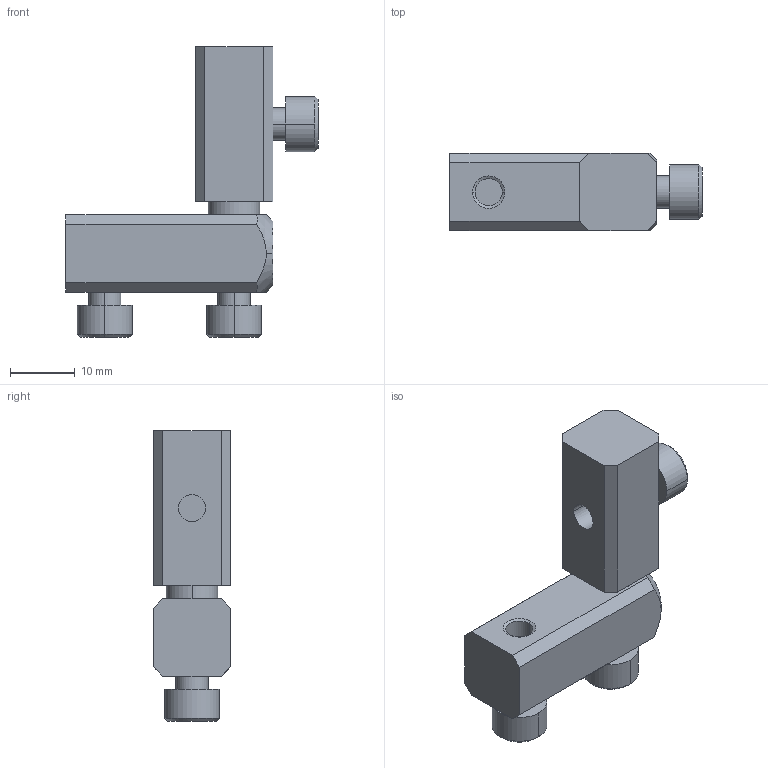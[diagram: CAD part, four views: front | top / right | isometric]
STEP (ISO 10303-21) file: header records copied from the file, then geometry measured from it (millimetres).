
FILE_DESCRIPTION(('Creo Elements/Direct Modeling STEP Export'),'2;1');
FILE_NAME('33.0044.1_Profilgehrungsverbinder-MMS-33_90°.stp','2022-03-18T13:57:07',(''),(''),'PTC Creo Elements/Direct Modeling STEP processor for AP214 (Solid Model)','PTC Creo Elements/Direct Modeling 19.0C 15-Aug-2015 (C) Parametric Technology GmbH','');
FILE_SCHEMA(('AUTOMOTIVE_DESIGN { 1 0 10303 214 1 1 1 1 }'));
Length unit declared in the file: millimetre
Products named in the file (5): Verbinderklotz-MMS-33_Profilverbinder-90°-Bolzen_96.3006_PX175929; Verbinderklotz-MMS-33_Profilverbinder-90°-Bohrung_96.3007_PX175932; Zylinderschraube-DIN912_M5x10-8.8-verz_12054_PX175933; Zylinderschraube-DIN912_M5x20-8.8-verz_10985_PX175935; Profilgehrungsverbinder-MMS-33_90°_33.0044.1_PX175936
Assembly tree (5 placements, depth 2):
  Profilgehrungsverbinder-MMS-33_90°_33.0044.1_PX175936
    Zylinderschraube-DIN912_M5x20-8.8-verz_10985_PX175935
    Zylinderschraube-DIN912_M5x10-8.8-verz_12054_PX175933  x2
    Verbinderklotz-MMS-33_Profilverbinder-90°-Bohrung_96.3007_PX175932
    Verbinderklotz-MMS-33_Profilverbinder-90°-Bolzen_96.3006_PX175929
Bounding box: 39 x 12 x 45 mm (x, y, z)
Volume: 8592.4 mm3; surface area: 5223.1 mm2
Topology: 5 solids, 5 shells, 102 faces, 234 edges, 150 vertices
Faces by surface type: plane 52, cylinder 24, cone 24, bspline 2
Entity records: 3832 total; most frequent: CARTESIAN_POINT 1773, ORIENTED_EDGE 392, DIRECTION 354, EDGE_CURVE 196, VERTEX_POINT 126, AXIS2_PLACEMENT_3D 118, VECTOR 118, LINE 118
